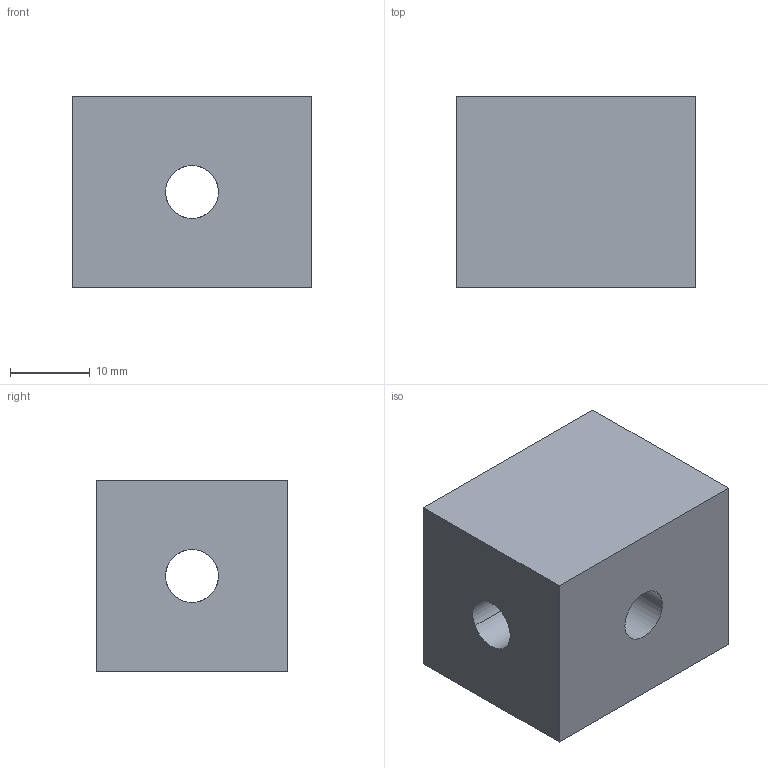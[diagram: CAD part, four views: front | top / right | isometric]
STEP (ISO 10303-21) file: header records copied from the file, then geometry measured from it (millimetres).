
FILE_DESCRIPTION(('CATIA V5 STEP Exchange'),'2;1');
FILE_NAME('02-14-0006.stp','2018-08-15T08:06:08+00:00',('none'),('none'),'Version 5-6 Release 2012','CATIA V5 STEP AP203','none');
FILE_SCHEMA(('CONFIG_CONTROL_DESIGN'));
Length unit declared in the file: millimetre
Products named in the file (1): 02-14-0006
Bounding box: 30 x 24 x 24 mm (x, y, z)
Volume: 15601.9 mm3; surface area: 4844.1 mm2
Topology: 1 solids, 1 shells, 14 faces, 38 edges, 24 vertices
Faces by surface type: cylinder 8, plane 6
Entity records: 544 total; most frequent: CARTESIAN_POINT 181, ORIENTED_EDGE 76, DIRECTION 44, EDGE_CURVE 38, VERTEX_POINT 24, VECTOR 20, LINE 20, EDGE_LOOP 18
